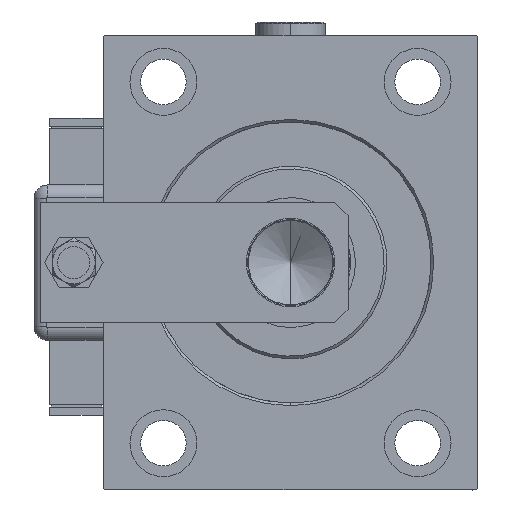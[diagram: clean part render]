
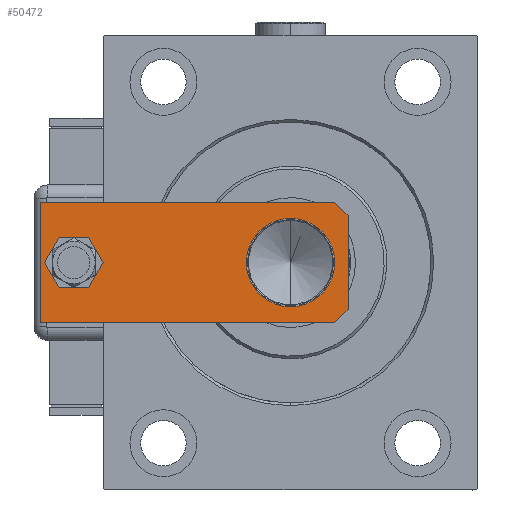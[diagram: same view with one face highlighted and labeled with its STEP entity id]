
A CAD part, left-side view. The second image highlights one B-rep face of the part: STEP entity #50472.
In plain terms, the highlighted face is planar.
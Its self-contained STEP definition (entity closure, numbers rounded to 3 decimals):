
#1038 = LINE ( 'NONE', #37705, #1960 ) ;
#1960 = VECTOR ( 'NONE', #5939, 1000. ) ;
#5123 = VECTOR ( 'NONE', #34988, 1000. ) ;
#5768 = CARTESIAN_POINT ( 'NONE',  ( -7., 102.5, 0. ) ) ;
#5920 = AXIS2_PLACEMENT_3D ( 'NONE', #48190, #33728, #10908 ) ;
#5939 = DIRECTION ( 'NONE',  ( 1., 0., 0. ) ) ;
#6223 = VERTEX_POINT ( 'NONE', #27203 ) ;
#6517 = DIRECTION ( 'NONE',  ( 0., -1., 0. ) ) ;
#6828 = ORIENTED_EDGE ( 'NONE', *, *, #30224, .T. ) ;
#8199 = ORIENTED_EDGE ( 'NONE', *, *, #32416, .T. ) ;
#8243 = CARTESIAN_POINT ( 'NONE',  ( -17.5, 0., 0. ) ) ;
#10908 = DIRECTION ( 'NONE',  ( 1., 0., 0. ) ) ;
#11365 = CARTESIAN_POINT ( 'NONE',  ( 22.5, 115., 0. ) ) ;
#12303 = FACE_BOUND ( 'NONE', #48729, .T. ) ;
#13680 = DIRECTION ( 'NONE',  ( 0., 0., 1. ) ) ;
#15764 = DIRECTION ( 'NONE',  ( 1., 0., 0. ) ) ;
#17156 = VERTEX_POINT ( 'NONE', #59319 ) ;
#17389 = VERTEX_POINT ( 'NONE', #49690 ) ;
#19526 = VERTEX_POINT ( 'NONE', #23823 ) ;
#20585 = CARTESIAN_POINT ( 'NONE',  ( -16.5, 21.5, 0. ) ) ;
#20637 = DIRECTION ( 'NONE',  ( 1., 0., 0. ) ) ;
#21507 = VERTEX_POINT ( 'NONE', #48389 ) ;
#22982 = CARTESIAN_POINT ( 'NONE',  ( 0., 21.5, 0. ) ) ;
#23823 = CARTESIAN_POINT ( 'NONE',  ( -22.5, 5., 0. ) ) ;
#23878 = ORIENTED_EDGE ( 'NONE', *, *, #33570, .T. ) ;
#25176 = ORIENTED_EDGE ( 'NONE', *, *, #31970, .F. ) ;
#25547 = ORIENTED_EDGE ( 'NONE', *, *, #49727, .T. ) ;
#25628 = EDGE_LOOP ( 'NONE', ( #29231, #44384, #25176, #51782, #47234, #23878 ) ) ;
#26484 = FACE_BOUND ( 'NONE', #52421, .T. ) ;
#27055 = LINE ( 'NONE', #36625, #58088 ) ;
#27203 = CARTESIAN_POINT ( 'NONE',  ( 22.5, 5., 0. ) ) ;
#28871 = EDGE_CURVE ( 'NONE', #45722, #17156, #49248, .T. ) ;
#28964 = VERTEX_POINT ( 'NONE', #5768 ) ;
#29231 = ORIENTED_EDGE ( 'NONE', *, *, #57281, .F. ) ;
#29286 = AXIS2_PLACEMENT_3D ( 'NONE', #55584, #13680, #36497 ) ;
#30090 = VERTEX_POINT ( 'NONE', #47376 ) ;
#30162 = DIRECTION ( 'NONE',  ( -1., 0., 0. ) ) ;
#30224 = EDGE_CURVE ( 'NONE', #17389, #46348, #30460, .T. ) ;
#30460 = CIRCLE ( 'NONE', #46208, 16.5 ) ;
#30552 = CIRCLE ( 'NONE', #5920, 7. ) ;
#31665 = DIRECTION ( 'NONE',  ( -0.707, 0.707, 0. ) ) ;
#31970 = EDGE_CURVE ( 'NONE', #17156, #19526, #27055, .T. ) ;
#32416 = EDGE_CURVE ( 'NONE', #21507, #28964, #30552, .T. ) ;
#33570 = EDGE_CURVE ( 'NONE', #6223, #57303, #57690, .T. ) ;
#33728 = DIRECTION ( 'NONE',  ( 0., 0., 1. ) ) ;
#34511 = PLANE ( 'NONE',  #48994 ) ;
#34988 = DIRECTION ( 'NONE',  ( 0., 1., 0. ) ) ;
#35292 = LINE ( 'NONE', #49452, #5123 ) ;
#36497 = DIRECTION ( 'NONE',  ( 1., 0., 0. ) ) ;
#36625 = CARTESIAN_POINT ( 'NONE',  ( -22.5, 115., 0. ) ) ;
#36908 = EDGE_CURVE ( 'NONE', #6223, #45722, #35292, .T. ) ;
#37293 = ORIENTED_EDGE ( 'NONE', *, *, #59738, .T. ) ;
#37705 = CARTESIAN_POINT ( 'NONE',  ( -22.5, 0., 0. ) ) ;
#38263 = CARTESIAN_POINT ( 'NONE',  ( 0., 21.5, 0. ) ) ;
#39506 = CARTESIAN_POINT ( 'NONE',  ( 22.5, 5., 0. ) ) ;
#40904 = LINE ( 'NONE', #8243, #57926 ) ;
#43185 = DIRECTION ( 'NONE',  ( 0., 0., 1. ) ) ;
#43206 = DIRECTION ( 'NONE',  ( -0.707, -0.707, 0. ) ) ;
#43218 = CARTESIAN_POINT ( 'NONE',  ( 17.5, 0., 0. ) ) ;
#44384 = ORIENTED_EDGE ( 'NONE', *, *, #54920, .T. ) ;
#45722 = VERTEX_POINT ( 'NONE', #48455 ) ;
#46208 = AXIS2_PLACEMENT_3D ( 'NONE', #22982, #46397, #50125 ) ;
#46348 = VERTEX_POINT ( 'NONE', #20585 ) ;
#46397 = DIRECTION ( 'NONE',  ( 0., 0., 1. ) ) ;
#47234 = ORIENTED_EDGE ( 'NONE', *, *, #36908, .F. ) ;
#47376 = CARTESIAN_POINT ( 'NONE',  ( -17.5, 0., 0. ) ) ;
#47981 = CIRCLE ( 'NONE', #29286, 7. ) ;
#48092 = VECTOR ( 'NONE', #30162, 1000. ) ;
#48190 = CARTESIAN_POINT ( 'NONE',  ( 0., 102.5, 0. ) ) ;
#48389 = CARTESIAN_POINT ( 'NONE',  ( 7., 102.5, 0. ) ) ;
#48455 = CARTESIAN_POINT ( 'NONE',  ( 22.5, 115., 0. ) ) ;
#48729 = EDGE_LOOP ( 'NONE', ( #25547, #8199 ) ) ;
#48994 = AXIS2_PLACEMENT_3D ( 'NONE', #58227, #53289, #20637 ) ;
#49248 = LINE ( 'NONE', #11365, #48092 ) ;
#49452 = CARTESIAN_POINT ( 'NONE',  ( 22.5, 0., 0. ) ) ;
#49690 = CARTESIAN_POINT ( 'NONE',  ( 16.5, 21.5, 0. ) ) ;
#49727 = EDGE_CURVE ( 'NONE', #28964, #21507, #47981, .T. ) ;
#50125 = DIRECTION ( 'NONE',  ( 1., 0., 0. ) ) ;
#50472 = ADVANCED_FACE ( 'NONE', ( #54519, #12303, #26484 ), #34511, .F. ) ;
#51782 = ORIENTED_EDGE ( 'NONE', *, *, #28871, .F. ) ;
#52421 = EDGE_LOOP ( 'NONE', ( #37293, #6828 ) ) ;
#53289 = DIRECTION ( 'NONE',  ( 0., 0., 1. ) ) ;
#54519 = FACE_OUTER_BOUND ( 'NONE', #25628, .T. ) ;
#54920 = EDGE_CURVE ( 'NONE', #30090, #19526, #40904, .T. ) ;
#55215 = AXIS2_PLACEMENT_3D ( 'NONE', #38263, #43185, #15764 ) ;
#55584 = CARTESIAN_POINT ( 'NONE',  ( 0., 102.5, 0. ) ) ;
#57281 = EDGE_CURVE ( 'NONE', #30090, #57303, #1038, .T. ) ;
#57303 = VERTEX_POINT ( 'NONE', #43218 ) ;
#57690 = LINE ( 'NONE', #39506, #59148 ) ;
#57926 = VECTOR ( 'NONE', #31665, 1000. ) ;
#58088 = VECTOR ( 'NONE', #6517, 1000. ) ;
#58147 = CIRCLE ( 'NONE', #55215, 16.5 ) ;
#58227 = CARTESIAN_POINT ( 'NONE',  ( 0., 0., 0. ) ) ;
#59148 = VECTOR ( 'NONE', #43206, 1000. ) ;
#59319 = CARTESIAN_POINT ( 'NONE',  ( -22.5, 115., 0. ) ) ;
#59738 = EDGE_CURVE ( 'NONE', #46348, #17389, #58147, .T. ) ;
